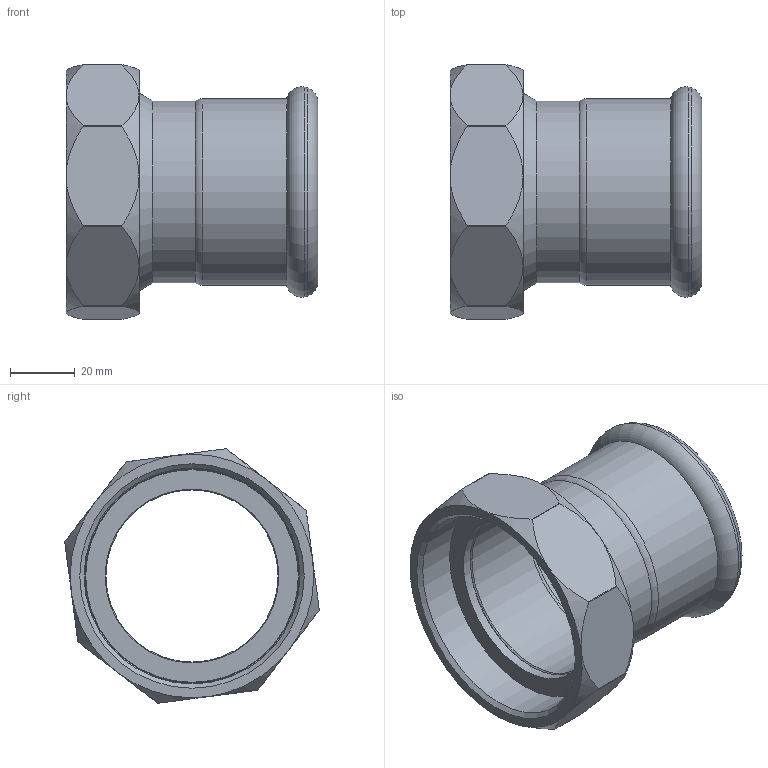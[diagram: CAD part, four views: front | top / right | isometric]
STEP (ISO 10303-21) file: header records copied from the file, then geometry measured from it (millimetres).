
FILE_DESCRIPTION(/* description */ ('MANICOTTO CON DADO 2 3/8" X De54'),/* implementation_level */ '2;1');
FILE_NAME(/* name */ '183054012_Inoxpres.stp',/* time_stamp */ '2022-10-11T11:46:10+02:00',/* author */ ('Vault'),/* organization */ ('Raccorderie metalliche s.p.a. '),/* preprocessor_version */ 'ST-DEVELOPER v18.1',/* originating_system */ 'Autodesk Inventor 2020',/* authorisation */ 'Raccorderie metalliche s.p.a. ');
FILE_SCHEMA (('AUTOMOTIVE_DESIGN { 1 0 10303 214 3 1 1 }'));
Length unit declared in the file: millimetre
Products named in the file (1): 183054012_Inoxpres
Bounding box: 77.6 x 78.39 x 78.39 mm (x, y, z)
Volume: 57293.3 mm3; surface area: 37916.1 mm2
Topology: 1 solids, 1 shells, 68 faces, 180 edges, 119 vertices
Faces by surface type: cone 24, cylinder 20, plane 15, torus 9
Full cylindrical faces by diameter (mm): 53 x1, 53.5 x1, 54.5 x1, 54.7 x2, 56 x1, 57.5 x1, 62 x1, 62.8 x1, 65.5 x1, 66 x1, 66.5 x1
Entity records: 2185 total; most frequent: CARTESIAN_POINT 432, DIRECTION 398, ORIENTED_EDGE 360, AXIS2_PLACEMENT_3D 181, EDGE_CURVE 180, VERTEX_POINT 119, CIRCLE 112, EDGE_LOOP 75
